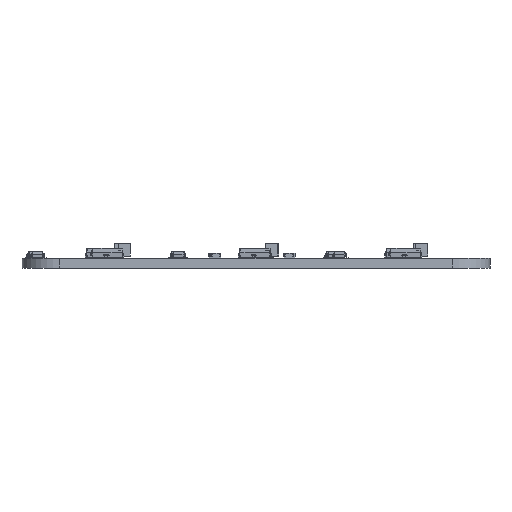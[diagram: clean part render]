
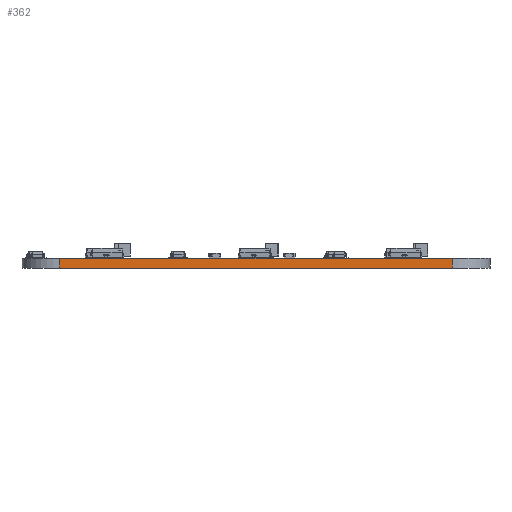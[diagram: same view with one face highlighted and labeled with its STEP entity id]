
A CAD part, front view. The second image highlights one B-rep face of the part: STEP entity #362.
In plain terms, the highlighted planar face has unit normal (0, -1, 0).
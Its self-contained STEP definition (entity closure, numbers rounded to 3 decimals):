
#335 = VERTEX_POINT('',#336);
#336 = CARTESIAN_POINT('',(-4.1,-29.987,1.6));
#343 = EDGE_CURVE('',#344,#335,#346,.T.);
#344 = VERTEX_POINT('',#345);
#345 = CARTESIAN_POINT('',(-4.1,-29.987,0.));
#346 = LINE('',#347,#348);
#347 = CARTESIAN_POINT('',(-4.1,-29.987,0.));
#348 = VECTOR('',#349,1.);
#349 = DIRECTION('',(0.,0.,1.));
#362 = ADVANCED_FACE('',(#363),#388,.T.);
#363 = FACE_BOUND('',#364,.T.);
#364 = EDGE_LOOP('',(#365,#366,#374,#382));
#365 = ORIENTED_EDGE('',*,*,#343,.T.);
#366 = ORIENTED_EDGE('',*,*,#367,.T.);
#367 = EDGE_CURVE('',#335,#368,#370,.T.);
#368 = VERTEX_POINT('',#369);
#369 = CARTESIAN_POINT('',(-66.9,-29.987,1.6));
#370 = LINE('',#371,#372);
#371 = CARTESIAN_POINT('',(-4.1,-29.987,1.6));
#372 = VECTOR('',#373,1.);
#373 = DIRECTION('',(-1.,0.,0.));
#374 = ORIENTED_EDGE('',*,*,#375,.F.);
#375 = EDGE_CURVE('',#376,#368,#378,.T.);
#376 = VERTEX_POINT('',#377);
#377 = CARTESIAN_POINT('',(-66.9,-29.987,0.));
#378 = LINE('',#379,#380);
#379 = CARTESIAN_POINT('',(-66.9,-29.987,0.));
#380 = VECTOR('',#381,1.);
#381 = DIRECTION('',(0.,0.,1.));
#382 = ORIENTED_EDGE('',*,*,#383,.F.);
#383 = EDGE_CURVE('',#344,#376,#384,.T.);
#384 = LINE('',#385,#386);
#385 = CARTESIAN_POINT('',(-4.1,-29.987,0.));
#386 = VECTOR('',#387,1.);
#387 = DIRECTION('',(-1.,0.,0.));
#388 = PLANE('',#389);
#389 = AXIS2_PLACEMENT_3D('',#390,#391,#392);
#390 = CARTESIAN_POINT('',(-4.1,-29.987,0.));
#391 = DIRECTION('',(0.,-1.,0.));
#392 = DIRECTION('',(-1.,0.,0.));
